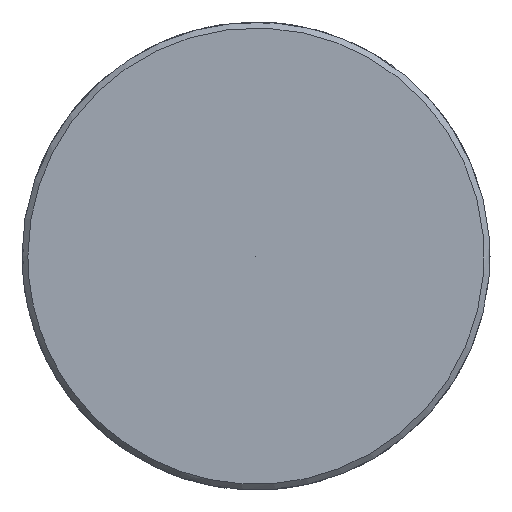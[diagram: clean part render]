
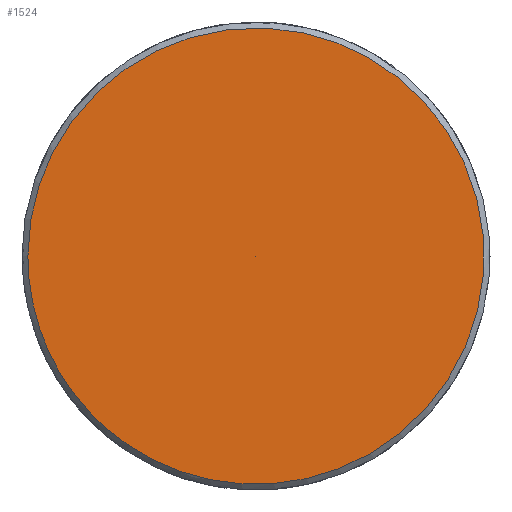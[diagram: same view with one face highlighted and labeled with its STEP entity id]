
A CAD part, left-side view. The second image highlights one B-rep face of the part: STEP entity #1524.
In plain terms, the highlighted free-form (B-spline) face has degree [5, 1] with [6, 2] control points.
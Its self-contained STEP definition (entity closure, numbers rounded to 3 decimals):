
#1452 = CARTESIAN_POINT ('', (-105., 9.75, 0.));
#1453 = VERTEX_POINT ('', #1452);
#1463 = CARTESIAN_POINT ('', (-105., 9.75, 0.));
#1464 = CARTESIAN_POINT ('', (-105., 9.75, 39.));
#1465 = CARTESIAN_POINT ('', (-105., -29.25, 19.5));
#1466 = CARTESIAN_POINT ('', (-105., -29.25, -19.5));
#1467 = CARTESIAN_POINT ('', (-105., 9.75, -39.));
#1468 = CARTESIAN_POINT ('', (-105., 9.75, 0.));
#1469 = (
   BOUNDED_CURVE ()
   B_SPLINE_CURVE (5, (#1463, #1464, #1465, #1466, #1467, #1468), .UNSPECIFIED., .T., .U.)
   B_SPLINE_CURVE_WITH_KNOTS ((6, 6), (0., 1.), .UNSPECIFIED.)
   CURVE ()
   GEOMETRIC_REPRESENTATION_ITEM ()
   RATIONAL_B_SPLINE_CURVE ((5., 1., 1., 1., 1., 5.))
   REPRESENTATION_ITEM ('')
);
#1470 = EDGE_CURVE ('', #1453, #1453, #1469, .T.);
#1500 = CARTESIAN_POINT ('', (-105., 0., 0.));
#1501 = VERTEX_POINT ('', #1500);
#1502 = CARTESIAN_POINT ('', (-105., 9.75, 0.));
#1503 = CARTESIAN_POINT ('', (-105., 0., 0.));
#1504 = B_SPLINE_CURVE_WITH_KNOTS ('', 1, (#1502, #1503), .UNSPECIFIED., .F., .U., (2, 2), (0., 1.), .UNSPECIFIED.);
#1505 = EDGE_CURVE ('', #1453, #1501, #1504, .T.);
#1506 = ORIENTED_EDGE ('', *, *, #1505, .F.);
#1507 = ORIENTED_EDGE ('', *, *, #1470, .T.);
#1508 = ORIENTED_EDGE ('', *, *, #1505, .T.);
#1509 = EDGE_LOOP ('', (#1506, #1507, #1508));
#1510 = FACE_OUTER_BOUND ('', #1509, .F.);
#1511 = CARTESIAN_POINT ('', (-105., 9.75, 0.));
#1512 = CARTESIAN_POINT ('', (-105., 0., 0.));
#1513 = CARTESIAN_POINT ('', (-105., 9.75, 39.));
#1514 = CARTESIAN_POINT ('', (-105., 0., 0.));
#1515 = CARTESIAN_POINT ('', (-105., -29.25, 19.5));
#1516 = CARTESIAN_POINT ('', (-105., 0., 0.));
#1517 = CARTESIAN_POINT ('', (-105., -29.25, -19.5));
#1518 = CARTESIAN_POINT ('', (-105., 0., 0.));
#1519 = CARTESIAN_POINT ('', (-105., 9.75, -39.));
#1520 = CARTESIAN_POINT ('', (-105., 0., 0.));
#1521 = CARTESIAN_POINT ('', (-105., 9.75, 0.));
#1522 = CARTESIAN_POINT ('', (-105., 0., 0.));
#1523 = (
   BOUNDED_SURFACE ()
   B_SPLINE_SURFACE (5, 1, ((#1511, #1512), (#1513, #1514), (#1515, #1516), (#1517, #1518), (#1519, #1520), (#1521, #1522)), .UNSPECIFIED., .T., .F., .U.)
   B_SPLINE_SURFACE_WITH_KNOTS ((6, 6), (2, 2), (0., 1.), (0., 1.), .UNSPECIFIED.)
   SURFACE ()
   GEOMETRIC_REPRESENTATION_ITEM ()
   RATIONAL_B_SPLINE_SURFACE (((5., 5.), (1., 1.), (1., 1.), (1., 1.), (1., 1.), (5., 5.)))
   REPRESENTATION_ITEM ('')
);
#1524 = ADVANCED_FACE ('', (#1510), #1523, .F.);
